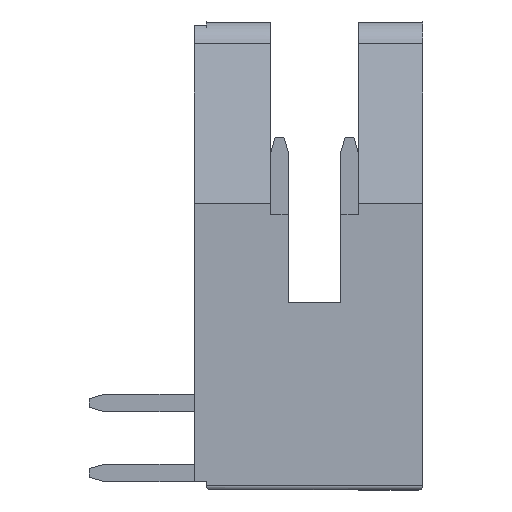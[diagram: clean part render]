
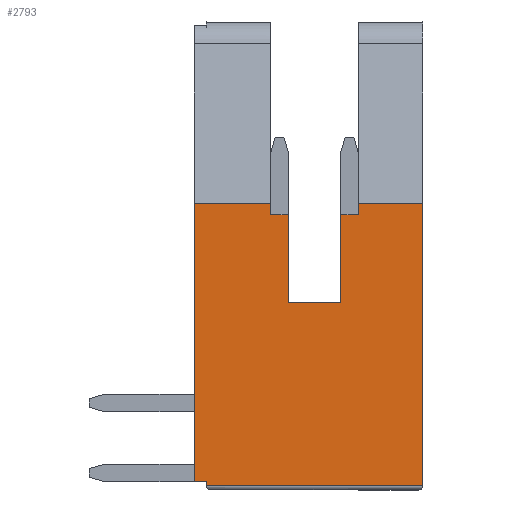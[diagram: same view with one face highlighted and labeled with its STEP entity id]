
A CAD part, left-side view. The second image highlights one B-rep face of the part: STEP entity #2793.
In plain terms, the highlighted planar face has unit normal (-1, 0, 0).
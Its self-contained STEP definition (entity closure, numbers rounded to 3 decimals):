
#1337=VERTEX_POINT('',#3948);
#1453=EDGE_CURVE('',#3651,#3169,#4073,.T.);
#1791=VERTEX_POINT('',#4436);
#1923=VERTEX_POINT('',#4579);
#1959=EDGE_CURVE('',#3083,#3217,#4619,.T.);
#2071=EDGE_CURVE('',#2915,#1337,#4737,.T.);
#2077=VERTEX_POINT('',#4743);
#2207=EDGE_CURVE('',#2077,#2915,#4889,.T.);
#2369=EDGE_CURVE('',#1923,#3815,#5064,.T.);
#2543=EDGE_CURVE('',#3753,#1923,#5253,.T.);
#2561=EDGE_CURVE('',#1791,#3217,#5274,.T.);
#2573=EDGE_CURVE('',#2597,#3113,#5288,.T.);
#2597=VERTEX_POINT('',#5313);
#2793=ADVANCED_FACE('',(#5525),#5526,.T.);
#2915=VERTEX_POINT('',#5661);
#3083=VERTEX_POINT('',#5844);
#3099=EDGE_CURVE('',#3169,#2077,#5861,.T.);
#3113=VERTEX_POINT('',#5876);
#3137=EDGE_CURVE('',#3815,#3445,#5903,.T.);
#3169=VERTEX_POINT('',#5937);
#3217=VERTEX_POINT('',#5993);
#3287=EDGE_CURVE('',#3753,#1791,#6065,.T.);
#3331=EDGE_CURVE('',#3445,#2597,#6112,.T.);
#3445=VERTEX_POINT('',#6234);
#3515=EDGE_CURVE('',#1337,#3083,#6313,.T.);
#3651=VERTEX_POINT('',#6459);
#3753=VERTEX_POINT('',#6570);
#3815=VERTEX_POINT('',#6641);
#3867=EDGE_CURVE('',#3113,#3651,#6702,.T.);
#3948=CARTESIAN_POINT('',(-15.95,2.325,10.));
#4073=LINE('',#6962,#6963);
#4436=CARTESIAN_POINT('',(-15.95,0.0,0.15));
#4579=CARTESIAN_POINT('',(-15.95,7.85,0.3));
#4619=LINE('',#7761,#7762);
#4737=LINE('',#7938,#7939);
#4743=CARTESIAN_POINT('',(-15.95,2.975,6.8));
#4889=LINE('',#8159,#8160);
#5064=LINE('',#8413,#8414);
#5253=LINE('',#8689,#8690);
#5274=LINE('',#8716,#8717);
#5288=LINE('',#8732,#8733);
#5313=CARTESIAN_POINT('',(-15.95,5.525,10.403));
#5525=FACE_OUTER_BOUND('',#9080,.T.);
#5526=PLANE('',#9081);
#5661=CARTESIAN_POINT('',(-15.95,2.975,10.));
#5844=CARTESIAN_POINT('',(-15.95,2.325,10.403));
#5861=LINE('',#9575,#9576);
#5876=CARTESIAN_POINT('',(-15.95,5.525,10.));
#5903=LINE('',#9633,#9634);
#5937=CARTESIAN_POINT('',(-15.95,4.875,6.8));
#5993=CARTESIAN_POINT('',(-15.95,0.0,10.403));
#6065=LINE('',#9870,#9871);
#6112=LINE('',#9940,#9941);
#6234=CARTESIAN_POINT('',(-15.95,8.3,10.403));
#6313=LINE('',#10224,#10225);
#6459=CARTESIAN_POINT('',(-15.95,4.875,10.));
#6570=CARTESIAN_POINT('',(-15.95,7.85,0.15));
#6641=CARTESIAN_POINT('',(-15.95,8.3,0.3));
#6702=LINE('',#10770,#10771);
#6962=CARTESIAN_POINT('',(-15.95,4.875,3.4));
#6963=VECTOR('',#10955,1.0);
#7761=CARTESIAN_POINT('',(-15.95,4.15,10.403));
#7762=VECTOR('',#11468,1.0);
#7938=CARTESIAN_POINT('',(-15.95,1.163,10.));
#7939=VECTOR('',#11550,1.0);
#8159=CARTESIAN_POINT('',(-15.95,2.975,5.));
#8160=VECTOR('',#11727,1.0);
#8413=CARTESIAN_POINT('',(-15.95,4.15,0.3));
#8414=VECTOR('',#11904,1.0);
#8689=CARTESIAN_POINT('',(-15.95,7.85,0.15));
#8690=VECTOR('',#12087,1.0);
#8716=CARTESIAN_POINT('',(-15.95,0.,0.0));
#8717=VECTOR('',#12116,1.0);
#8732=CARTESIAN_POINT('',(-15.95,5.525,5.));
#8733=VECTOR('',#12133,1.0);
#9080=EDGE_LOOP('',(#12349,#12350,#12351,#12352,#12353,#12354,#12355,#12356,#12357,#12358,#12359,#12360,#12361,#12362));
#9081=AXIS2_PLACEMENT_3D('',#12363,#12364,#12365);
#9575=CARTESIAN_POINT('',(-15.95,1.487,6.8));
#9576=VECTOR('',#12753,1.0);
#9633=CARTESIAN_POINT('',(-15.95,8.3,0.0));
#9634=VECTOR('',#12797,1.0);
#9870=CARTESIAN_POINT('',(-15.95,4.15,0.15));
#9871=VECTOR('',#12968,1.0);
#9940=CARTESIAN_POINT('',(-15.95,4.15,10.403));
#9941=VECTOR('',#13008,1.0);
#10224=CARTESIAN_POINT('',(-15.95,2.325,8.5));
#10225=VECTOR('',#13231,1.0);
#10770=CARTESIAN_POINT('',(-15.95,2.437,10.));
#10771=VECTOR('',#13692,1.0);
#10955=DIRECTION('',(-0.0,0.,-1.0));
#11468=DIRECTION('',(0.0,-1.0,0.));
#11550=DIRECTION('',(0.0,-1.0,0.));
#11727=DIRECTION('',(0.0,0.,1.0));
#11904=DIRECTION('',(0.0,1.0,0.));
#12087=DIRECTION('',(0.0,0.,1.0));
#12116=DIRECTION('',(0.0,0.0,1.0));
#12133=DIRECTION('',(-0.0,0.,-1.0));
#12349=ORIENTED_EDGE('',*,*,#3515,.F.);
#12350=ORIENTED_EDGE('',*,*,#2071,.F.);
#12351=ORIENTED_EDGE('',*,*,#2207,.F.);
#12352=ORIENTED_EDGE('',*,*,#3099,.F.);
#12353=ORIENTED_EDGE('',*,*,#1453,.F.);
#12354=ORIENTED_EDGE('',*,*,#3867,.F.);
#12355=ORIENTED_EDGE('',*,*,#2573,.F.);
#12356=ORIENTED_EDGE('',*,*,#3331,.F.);
#12357=ORIENTED_EDGE('',*,*,#3137,.F.);
#12358=ORIENTED_EDGE('',*,*,#2369,.F.);
#12359=ORIENTED_EDGE('',*,*,#2543,.F.);
#12360=ORIENTED_EDGE('',*,*,#3287,.T.);
#12361=ORIENTED_EDGE('',*,*,#2561,.T.);
#12362=ORIENTED_EDGE('',*,*,#1959,.F.);
#12363=CARTESIAN_POINT('',(-15.95,0.,0.0));
#12364=DIRECTION('',(-1.0,0.0,0.0));
#12365=DIRECTION('',(0.0,-1.0,0.0));
#12753=DIRECTION('',(0.0,-1.0,0.));
#12797=DIRECTION('',(0.0,0.0,1.0));
#12968=DIRECTION('',(0.0,-1.0,0.));
#13008=DIRECTION('',(0.0,-1.0,0.));
#13231=DIRECTION('',(0.0,0.,1.0));
#13692=DIRECTION('',(0.0,-1.0,0.));
